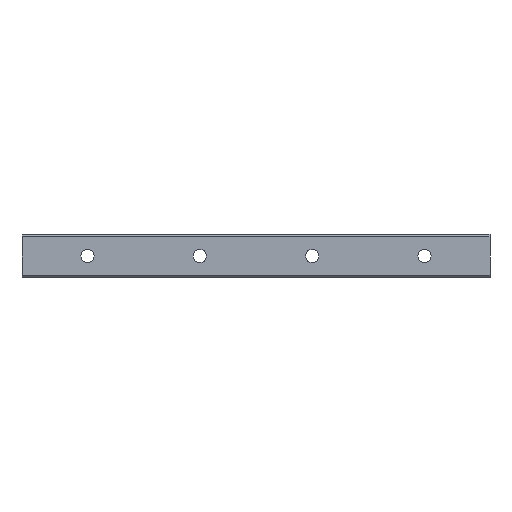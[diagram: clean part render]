
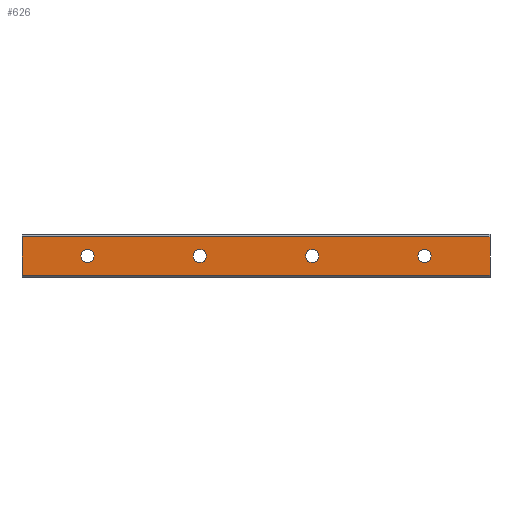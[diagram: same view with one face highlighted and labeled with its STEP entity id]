
A CAD part, front view. The second image highlights one B-rep face of the part: STEP entity #626.
In plain terms, the highlighted planar face has unit normal (0, -1, 0).
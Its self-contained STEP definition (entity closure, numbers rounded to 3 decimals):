
#4 = ORIENTED_EDGE ( 'NONE', *, *, #1729, .F. ) ;
#26 = ORIENTED_EDGE ( 'NONE', *, *, #1243, .F. ) ;
#38 = DIRECTION ( 'NONE',  ( 0., -1., 0. ) ) ;
#39 = CIRCLE ( 'NONE', #1821, 3.5 ) ;
#88 = EDGE_LOOP ( 'NONE', ( #1657, #1625 ) ) ;
#92 = ORIENTED_EDGE ( 'NONE', *, *, #759, .F. ) ;
#108 = VECTOR ( 'NONE', #797, 1000. ) ;
#143 = CARTESIAN_POINT ( 'NONE',  ( 215., 0., 10.286 ) ) ;
#144 = AXIS2_PLACEMENT_3D ( 'NONE', #143, #2046, #1233 ) ;
#161 = CARTESIAN_POINT ( 'NONE',  ( 215., 0., 10.286 ) ) ;
#166 = DIRECTION ( 'NONE',  ( 0., -1., 0. ) ) ;
#207 = ORIENTED_EDGE ( 'NONE', *, *, #1555, .F. ) ;
#224 = DIRECTION ( 'NONE',  ( 0., -1., 0. ) ) ;
#234 = DIRECTION ( 'NONE',  ( 0., 0., 1. ) ) ;
#242 = VECTOR ( 'NONE', #2053, 1000. ) ;
#247 = EDGE_CURVE ( 'NONE', #1232, #771, #662, .T. ) ;
#251 = DIRECTION ( 'NONE',  ( 0., 0., 1. ) ) ;
#264 = FACE_BOUND ( 'NONE', #1882, .T. ) ;
#274 = ORIENTED_EDGE ( 'NONE', *, *, #352, .F. ) ;
#294 = EDGE_LOOP ( 'NONE', ( #462, #1994 ) ) ;
#339 = DIRECTION ( 'NONE',  ( 0., 0., 1. ) ) ;
#352 = EDGE_CURVE ( 'NONE', #1077, #649, #1067, .T. ) ;
#365 = VERTEX_POINT ( 'NONE', #1135 ) ;
#380 = DIRECTION ( 'NONE',  ( 0., 0., 1. ) ) ;
#397 = CIRCLE ( 'NONE', #558, 3.5 ) ;
#406 = DIRECTION ( 'NONE',  ( 0., 0., 1. ) ) ;
#407 = EDGE_CURVE ( 'NONE', #649, #1424, #1445, .T. ) ;
#410 = VERTEX_POINT ( 'NONE', #161 ) ;
#422 = DIRECTION ( 'NONE',  ( 0., -1., 0. ) ) ;
#424 = AXIS2_PLACEMENT_3D ( 'NONE', #576, #899, #251 ) ;
#451 = DIRECTION ( 'NONE',  ( 0., -1., 0. ) ) ;
#459 = ORIENTED_EDGE ( 'NONE', *, *, #247, .F. ) ;
#462 = ORIENTED_EDGE ( 'NONE', *, *, #809, .F. ) ;
#474 = DIRECTION ( 'NONE',  ( 0., 0., 1. ) ) ;
#476 = VERTEX_POINT ( 'NONE', #1147 ) ;
#484 = CARTESIAN_POINT ( 'NONE',  ( 0., 0., 3.5 ) ) ;
#550 = CIRCLE ( 'NONE', #712, 3.5 ) ;
#558 = AXIS2_PLACEMENT_3D ( 'NONE', #1766, #166, #1315 ) ;
#576 = CARTESIAN_POINT ( 'NONE',  ( 180., 0., 0. ) ) ;
#593 = FACE_BOUND ( 'NONE', #1047, .T. ) ;
#605 = CARTESIAN_POINT ( 'NONE',  ( 180., 0., 0. ) ) ;
#626 = ADVANCED_FACE ( 'NONE', ( #903, #264, #593, #1594, #1398 ), #1874, .F. ) ;
#634 = CARTESIAN_POINT ( 'NONE',  ( 60., 0., 0. ) ) ;
#649 = VERTEX_POINT ( 'NONE', #1085 ) ;
#662 = CIRCLE ( 'NONE', #424, 3.5 ) ;
#712 = AXIS2_PLACEMENT_3D ( 'NONE', #1496, #38, #234 ) ;
#759 = EDGE_CURVE ( 'NONE', #410, #1077, #1616, .T. ) ;
#771 = VERTEX_POINT ( 'NONE', #1289 ) ;
#777 = CIRCLE ( 'NONE', #1190, 3.5 ) ;
#782 = CARTESIAN_POINT ( 'NONE',  ( -35., 0., 10.286 ) ) ;
#797 = DIRECTION ( 'NONE',  ( 0., 0., -1. ) ) ;
#805 = CARTESIAN_POINT ( 'NONE',  ( 60., 0., -3.5 ) ) ;
#809 = EDGE_CURVE ( 'NONE', #365, #476, #397, .T. ) ;
#839 = DIRECTION ( 'NONE',  ( 0., 0., 1. ) ) ;
#899 = DIRECTION ( 'NONE',  ( 0., -1., 0. ) ) ;
#903 = FACE_OUTER_BOUND ( 'NONE', #2093, .T. ) ;
#913 = CIRCLE ( 'NONE', #1364, 3.5 ) ;
#927 = CARTESIAN_POINT ( 'NONE',  ( 60., 0., 3.5 ) ) ;
#997 = VECTOR ( 'NONE', #1076, 1000. ) ;
#1027 = VERTEX_POINT ( 'NONE', #805 ) ;
#1047 = EDGE_LOOP ( 'NONE', ( #459, #207 ) ) ;
#1048 = CIRCLE ( 'NONE', #1883, 3.5 ) ;
#1067 = LINE ( 'NONE', #1237, #997 ) ;
#1076 = DIRECTION ( 'NONE',  ( -1., 0., 0. ) ) ;
#1077 = VERTEX_POINT ( 'NONE', #1526 ) ;
#1085 = CARTESIAN_POINT ( 'NONE',  ( -35., 0., -10.286 ) ) ;
#1135 = CARTESIAN_POINT ( 'NONE',  ( 120., 0., 3.5 ) ) ;
#1147 = CARTESIAN_POINT ( 'NONE',  ( 120., 0., -3.5 ) ) ;
#1150 = ORIENTED_EDGE ( 'NONE', *, *, #1468, .F. ) ;
#1190 = AXIS2_PLACEMENT_3D ( 'NONE', #605, #451, #839 ) ;
#1232 = VERTEX_POINT ( 'NONE', #1724 ) ;
#1233 = DIRECTION ( 'NONE',  ( 0., 0., 1. ) ) ;
#1237 = CARTESIAN_POINT ( 'NONE',  ( 215., 0., -10.286 ) ) ;
#1238 = VERTEX_POINT ( 'NONE', #927 ) ;
#1243 = EDGE_CURVE ( 'NONE', #1424, #410, #1708, .T. ) ;
#1289 = CARTESIAN_POINT ( 'NONE',  ( 180., 0., -3.5 ) ) ;
#1290 = VERTEX_POINT ( 'NONE', #484 ) ;
#1315 = DIRECTION ( 'NONE',  ( 0., 0., 1. ) ) ;
#1334 = AXIS2_PLACEMENT_3D ( 'NONE', #1685, #2078, #1734 ) ;
#1364 = AXIS2_PLACEMENT_3D ( 'NONE', #634, #1904, #474 ) ;
#1398 = FACE_BOUND ( 'NONE', #88, .T. ) ;
#1399 = VECTOR ( 'NONE', #339, 1000. ) ;
#1424 = VERTEX_POINT ( 'NONE', #2008 ) ;
#1445 = LINE ( 'NONE', #782, #1399 ) ;
#1468 = EDGE_CURVE ( 'NONE', #1669, #1290, #1048, .T. ) ;
#1486 = CARTESIAN_POINT ( 'NONE',  ( 215., 0., 10.286 ) ) ;
#1496 = CARTESIAN_POINT ( 'NONE',  ( 60., 0., 0. ) ) ;
#1526 = CARTESIAN_POINT ( 'NONE',  ( 215., 0., -10.286 ) ) ;
#1536 = CARTESIAN_POINT ( 'NONE',  ( 0., 0., 0. ) ) ;
#1555 = EDGE_CURVE ( 'NONE', #771, #1232, #777, .T. ) ;
#1578 = CARTESIAN_POINT ( 'NONE',  ( 215., 0., 10.286 ) ) ;
#1583 = EDGE_CURVE ( 'NONE', #1027, #1238, #550, .T. ) ;
#1594 = FACE_BOUND ( 'NONE', #294, .T. ) ;
#1616 = LINE ( 'NONE', #1486, #108 ) ;
#1625 = ORIENTED_EDGE ( 'NONE', *, *, #1583, .F. ) ;
#1657 = ORIENTED_EDGE ( 'NONE', *, *, #1922, .F. ) ;
#1669 = VERTEX_POINT ( 'NONE', #1777 ) ;
#1685 = CARTESIAN_POINT ( 'NONE',  ( 120., 0., 0. ) ) ;
#1708 = LINE ( 'NONE', #1578, #242 ) ;
#1724 = CARTESIAN_POINT ( 'NONE',  ( 180., 0., 3.5 ) ) ;
#1726 = ORIENTED_EDGE ( 'NONE', *, *, #407, .F. ) ;
#1729 = EDGE_CURVE ( 'NONE', #1290, #1669, #39, .T. ) ;
#1734 = DIRECTION ( 'NONE',  ( 0., 0., 1. ) ) ;
#1766 = CARTESIAN_POINT ( 'NONE',  ( 120., 0., 0. ) ) ;
#1777 = CARTESIAN_POINT ( 'NONE',  ( 0., 0., -3.5 ) ) ;
#1821 = AXIS2_PLACEMENT_3D ( 'NONE', #1976, #224, #406 ) ;
#1823 = EDGE_CURVE ( 'NONE', #476, #365, #2058, .T. ) ;
#1874 = PLANE ( 'NONE',  #144 ) ;
#1882 = EDGE_LOOP ( 'NONE', ( #4, #1150 ) ) ;
#1883 = AXIS2_PLACEMENT_3D ( 'NONE', #1536, #422, #380 ) ;
#1904 = DIRECTION ( 'NONE',  ( 0., -1., 0. ) ) ;
#1922 = EDGE_CURVE ( 'NONE', #1238, #1027, #913, .T. ) ;
#1976 = CARTESIAN_POINT ( 'NONE',  ( 0., 0., 0. ) ) ;
#1994 = ORIENTED_EDGE ( 'NONE', *, *, #1823, .F. ) ;
#2008 = CARTESIAN_POINT ( 'NONE',  ( -35., 0., 10.286 ) ) ;
#2046 = DIRECTION ( 'NONE',  ( 0., 1., 0. ) ) ;
#2053 = DIRECTION ( 'NONE',  ( 1., 0., 0. ) ) ;
#2058 = CIRCLE ( 'NONE', #1334, 3.5 ) ;
#2078 = DIRECTION ( 'NONE',  ( 0., -1., 0. ) ) ;
#2093 = EDGE_LOOP ( 'NONE', ( #274, #92, #26, #1726 ) ) ;
